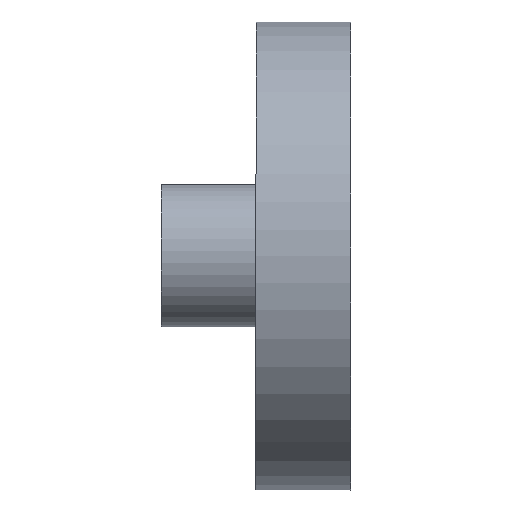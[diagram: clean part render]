
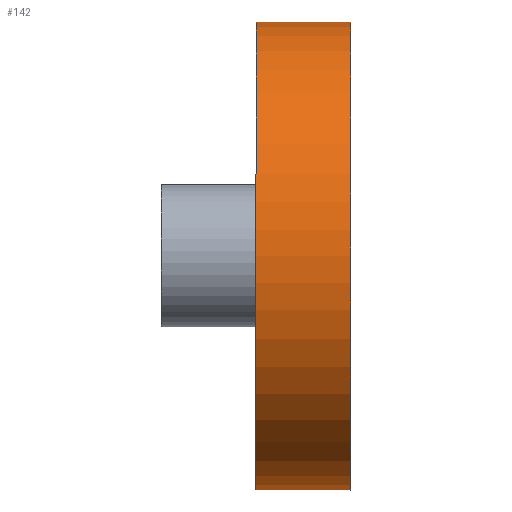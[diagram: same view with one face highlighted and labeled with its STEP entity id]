
A CAD part, front view. The second image highlights one B-rep face of the part: STEP entity #142.
In plain terms, the highlighted free-form (B-spline) face has degree [2, 1] with [5, 2] control points.
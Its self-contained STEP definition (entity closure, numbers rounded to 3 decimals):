
#21 = EDGE_CURVE('',#22,#24,#26,.T.);
#22 = VERTEX_POINT('',#23);
#23 = CARTESIAN_POINT('',(54.,118.,-12.5));
#24 = VERTEX_POINT('',#25);
#25 = CARTESIAN_POINT('',(60.,118.,-12.5));
#26 = SURFACE_CURVE('',#27,(#30,#44),.PCURVE_S1.);
#27 = B_SPLINE_CURVE_WITH_KNOTS('',1,(#28,#29),.UNSPECIFIED.,.F.,.F.,(2,
    2),(0.,6.),.PIECEWISE_BEZIER_KNOTS.);
#28 = CARTESIAN_POINT('',(54.,118.,-12.5));
#29 = CARTESIAN_POINT('',(60.,118.,-12.5));
#30 = PCURVE('',#31,#38);
#31 = ( BOUNDED_SURFACE() B_SPLINE_SURFACE(2,1,(
    (#32,#33)
    ,(#34,#35)
,(#36,#37
  )),.UNSPECIFIED.,.F.,.F.,.F.) B_SPLINE_SURFACE_WITH_KNOTS((3,3),(2,2),
  (4.177,4.758),(-6.,0.),.PIECEWISE_BEZIER_KNOTS.) 
GEOMETRIC_REPRESENTATION_ITEM() RATIONAL_B_SPLINE_SURFACE((
    (1.,1.)
    ,(0.958,0.958)
,(1.,1.))) REPRESENTATION_ITEM('') SURFACE() );
#32 = CARTESIAN_POINT('',(60.,118.,-12.5));
#33 = CARTESIAN_POINT('',(54.,118.,-12.5));
#34 = CARTESIAN_POINT('',(60.,122.626,
    -9.756));
#35 = CARTESIAN_POINT('',(54.,122.626,
    -9.756));
#36 = CARTESIAN_POINT('',(60.,128.,-10.));
#37 = CARTESIAN_POINT('',(54.,128.,-10.));
#38 = DEFINITIONAL_REPRESENTATION('',(#39),#43);
#39 = B_SPLINE_CURVE_WITH_KNOTS('',2,(#40,#41,#42),.UNSPECIFIED.,.F.,.F.
  ,(3,3),(0.,6.),.PIECEWISE_BEZIER_KNOTS.);
#40 = CARTESIAN_POINT('',(4.177,0.));
#41 = CARTESIAN_POINT('',(4.177,-3.));
#42 = CARTESIAN_POINT('',(4.177,-6.));
#43 = ( GEOMETRIC_REPRESENTATION_CONTEXT(2) 
PARAMETRIC_REPRESENTATION_CONTEXT() REPRESENTATION_CONTEXT('2D SPACE',''
  ) );
#44 = PCURVE('',#45,#56);
#45 = ( BOUNDED_SURFACE() B_SPLINE_SURFACE(2,1,(
    (#46,#47)
    ,(#48,#49)
    ,(#50,#51)
    ,(#52,#53)
,(#54,#55
    )),.UNSPECIFIED.,.F.,.F.,.F.) B_SPLINE_SURFACE_WITH_KNOTS((3,2,3),(2
    ,2),(1.001,3.142,5.282),(-6.,0.),
.PIECEWISE_BEZIER_KNOTS.) GEOMETRIC_REPRESENTATION_ITEM() 
RATIONAL_B_SPLINE_SURFACE((
    (1.,1.)
    ,(0.48,0.48)
    ,(1.,1.)
    ,(0.48,0.48)
,(1.,1.))) REPRESENTATION_ITEM('') SURFACE() );
#46 = CARTESIAN_POINT('',(60.,118.,-12.5));
#47 = CARTESIAN_POINT('',(54.,118.,-12.5));
#48 = CARTESIAN_POINT('',(60.,95.159,
    -27.118));
#49 = CARTESIAN_POINT('',(54.,95.159,
    -27.118));
#50 = CARTESIAN_POINT('',(60.,95.159,
    0.));
#51 = CARTESIAN_POINT('',(54.,95.159,
    0.));
#52 = CARTESIAN_POINT('',(60.,95.159,
    27.118));
#53 = CARTESIAN_POINT('',(54.,95.159,
    27.118));
#54 = CARTESIAN_POINT('',(60.,118.,12.5));
#55 = CARTESIAN_POINT('',(54.,118.,12.5));
#56 = DEFINITIONAL_REPRESENTATION('',(#57),#61);
#57 = B_SPLINE_CURVE_WITH_KNOTS('',2,(#58,#59,#60),.UNSPECIFIED.,.F.,.F.
  ,(3,3),(0.,6.),.PIECEWISE_BEZIER_KNOTS.);
#58 = CARTESIAN_POINT('',(1.001,0.));
#59 = CARTESIAN_POINT('',(1.001,-3.));
#60 = CARTESIAN_POINT('',(1.001,-6.));
#61 = ( GEOMETRIC_REPRESENTATION_CONTEXT(2) 
PARAMETRIC_REPRESENTATION_CONTEXT() REPRESENTATION_CONTEXT('2D SPACE',''
  ) );
#79 = B_SPLINE_SURFACE_WITH_KNOTS('',1,1,(
    (#80,#81)
    ,(#82,#83
    )),.UNSPECIFIED.,.F.,.F.,.F.,(2,2),(2,2),(-15.,23.349),(
    -27.808,2.808),.PIECEWISE_BEZIER_KNOTS.);
#80 = CARTESIAN_POINT('',(60.,133.,15.308));
#81 = CARTESIAN_POINT('',(60.,133.,-15.308));
#82 = CARTESIAN_POINT('',(60.,94.651,15.308
    ));
#83 = CARTESIAN_POINT('',(60.,94.651,-15.308
    ));
#131 = B_SPLINE_SURFACE_WITH_KNOTS('',1,1,(
    (#132,#133)
    ,(#134,#135
    )),.UNSPECIFIED.,.F.,.F.,.F.,(2,2),(2,2),(-15.,23.349),(
    -27.808,2.808),.PIECEWISE_BEZIER_KNOTS.);
#132 = CARTESIAN_POINT('',(54.,133.,15.308));
#133 = CARTESIAN_POINT('',(54.,133.,-15.308));
#134 = CARTESIAN_POINT('',(54.,94.651,
    15.308));
#135 = CARTESIAN_POINT('',(54.,94.651,-15.308
    ));
#142 = ADVANCED_FACE('',(#143),#45,.T.);
#143 = FACE_BOUND('',#144,.T.);
#144 = EDGE_LOOP('',(#145,#146,#175,#204));
#145 = ORIENTED_EDGE('',*,*,#21,.T.);
#146 = ORIENTED_EDGE('',*,*,#147,.T.);
#147 = EDGE_CURVE('',#24,#148,#150,.T.);
#148 = VERTEX_POINT('',#149);
#149 = CARTESIAN_POINT('',(60.,118.,12.5));
#150 = SURFACE_CURVE('',#151,(#157,#166),.PCURVE_S1.);
#151 = ( BOUNDED_CURVE() B_SPLINE_CURVE(2,(#152,#153,#154,#155,#156),
.UNSPECIFIED.,.F.,.F.) B_SPLINE_CURVE_WITH_KNOTS((3,2,3),(1.001
,3.142,5.282),.PIECEWISE_BEZIER_KNOTS.) CURVE() 
GEOMETRIC_REPRESENTATION_ITEM() RATIONAL_B_SPLINE_CURVE((1.,
0.48,1.,0.48,1.)) REPRESENTATION_ITEM('') );
#152 = CARTESIAN_POINT('',(60.,118.,-12.5));
#153 = CARTESIAN_POINT('',(60.,95.159,
    -27.118));
#154 = CARTESIAN_POINT('',(60.,95.159,
    0.));
#155 = CARTESIAN_POINT('',(60.,95.159,
    27.118));
#156 = CARTESIAN_POINT('',(60.,118.,12.5));
#157 = PCURVE('',#45,#158);
#158 = DEFINITIONAL_REPRESENTATION('',(#159),#165);
#159 = B_SPLINE_CURVE_WITH_KNOTS('',2,(#160,#161,#162,#163,#164),
  .UNSPECIFIED.,.F.,.F.,(3,2,3),(1.001,3.142,
    5.282),.UNSPECIFIED.);
#160 = CARTESIAN_POINT('',(1.001,-6.));
#161 = CARTESIAN_POINT('',(2.072,-6.));
#162 = CARTESIAN_POINT('',(3.142,-6.));
#163 = CARTESIAN_POINT('',(4.212,-6.));
#164 = CARTESIAN_POINT('',(5.282,-6.));
#165 = ( GEOMETRIC_REPRESENTATION_CONTEXT(2) 
PARAMETRIC_REPRESENTATION_CONTEXT() REPRESENTATION_CONTEXT('2D SPACE',''
  ) );
#166 = PCURVE('',#79,#167);
#167 = DEFINITIONAL_REPRESENTATION('',(#168),#174);
#168 = ( BOUNDED_CURVE() B_SPLINE_CURVE(2,(#169,#170,#171,#172,#173),
.UNSPECIFIED.,.F.,.F.) B_SPLINE_CURVE_WITH_KNOTS((3,2,3),(1.001
,3.142,5.282),.PIECEWISE_BEZIER_KNOTS.) CURVE() 
GEOMETRIC_REPRESENTATION_ITEM() RATIONAL_B_SPLINE_CURVE((1.,
0.48,1.,0.48,1.)) REPRESENTATION_ITEM('') );
#169 = CARTESIAN_POINT('',(0.,0.));
#170 = CARTESIAN_POINT('',(22.841,14.618));
#171 = CARTESIAN_POINT('',(22.841,-12.5));
#172 = CARTESIAN_POINT('',(22.841,-39.618));
#173 = CARTESIAN_POINT('',(0.,-25.));
#174 = ( GEOMETRIC_REPRESENTATION_CONTEXT(2) 
PARAMETRIC_REPRESENTATION_CONTEXT() REPRESENTATION_CONTEXT('2D SPACE',''
  ) );
#175 = ORIENTED_EDGE('',*,*,#176,.F.);
#176 = EDGE_CURVE('',#177,#148,#179,.T.);
#177 = VERTEX_POINT('',#178);
#178 = CARTESIAN_POINT('',(54.,118.,12.5));
#179 = SURFACE_CURVE('',#180,(#183,#190),.PCURVE_S1.);
#180 = B_SPLINE_CURVE_WITH_KNOTS('',1,(#181,#182),.UNSPECIFIED.,.F.,.F.,
  (2,2),(0.,6.),.PIECEWISE_BEZIER_KNOTS.);
#181 = CARTESIAN_POINT('',(54.,118.,12.5));
#182 = CARTESIAN_POINT('',(60.,118.,12.5));
#183 = PCURVE('',#45,#184);
#184 = DEFINITIONAL_REPRESENTATION('',(#185),#189);
#185 = B_SPLINE_CURVE_WITH_KNOTS('',2,(#186,#187,#188),.UNSPECIFIED.,.F.
  ,.F.,(3,3),(0.,6.),.PIECEWISE_BEZIER_KNOTS.);
#186 = CARTESIAN_POINT('',(5.282,0.));
#187 = CARTESIAN_POINT('',(5.282,-3.));
#188 = CARTESIAN_POINT('',(5.282,-6.));
#189 = ( GEOMETRIC_REPRESENTATION_CONTEXT(2) 
PARAMETRIC_REPRESENTATION_CONTEXT() REPRESENTATION_CONTEXT('2D SPACE',''
  ) );
#190 = PCURVE('',#191,#198);
#191 = ( BOUNDED_SURFACE() B_SPLINE_SURFACE(2,1,(
    (#192,#193)
    ,(#194,#195)
,(#196,#197
    )),.UNSPECIFIED.,.F.,.F.,.F.) B_SPLINE_SURFACE_WITH_KNOTS((3,3),(2,2
    ),(1.525,2.106),(-6.,0.),
.PIECEWISE_BEZIER_KNOTS.) GEOMETRIC_REPRESENTATION_ITEM() 
RATIONAL_B_SPLINE_SURFACE((
    (1.,1.)
    ,(0.958,0.958)
,(1.,1.))) REPRESENTATION_ITEM('') SURFACE() );
#192 = CARTESIAN_POINT('',(60.,128.,10.));
#193 = CARTESIAN_POINT('',(54.,128.,10.));
#194 = CARTESIAN_POINT('',(60.,122.626,
    9.756));
#195 = CARTESIAN_POINT('',(54.,122.626,
    9.756));
#196 = CARTESIAN_POINT('',(60.,118.,12.5));
#197 = CARTESIAN_POINT('',(54.,118.,12.5));
#198 = DEFINITIONAL_REPRESENTATION('',(#199),#203);
#199 = B_SPLINE_CURVE_WITH_KNOTS('',2,(#200,#201,#202),.UNSPECIFIED.,.F.
  ,.F.,(3,3),(0.,6.),.PIECEWISE_BEZIER_KNOTS.);
#200 = CARTESIAN_POINT('',(2.106,0.));
#201 = CARTESIAN_POINT('',(2.106,-3.));
#202 = CARTESIAN_POINT('',(2.106,-6.));
#203 = ( GEOMETRIC_REPRESENTATION_CONTEXT(2) 
PARAMETRIC_REPRESENTATION_CONTEXT() REPRESENTATION_CONTEXT('2D SPACE',''
  ) );
#204 = ORIENTED_EDGE('',*,*,#205,.F.);
#205 = EDGE_CURVE('',#22,#177,#206,.T.);
#206 = SURFACE_CURVE('',#207,(#213,#222),.PCURVE_S1.);
#207 = ( BOUNDED_CURVE() B_SPLINE_CURVE(2,(#208,#209,#210,#211,#212),
.UNSPECIFIED.,.F.,.F.) B_SPLINE_CURVE_WITH_KNOTS((3,2,3),(1.001
,3.142,5.282),.PIECEWISE_BEZIER_KNOTS.) CURVE() 
GEOMETRIC_REPRESENTATION_ITEM() RATIONAL_B_SPLINE_CURVE((1.,
0.48,1.,0.48,1.)) REPRESENTATION_ITEM('') );
#208 = CARTESIAN_POINT('',(54.,118.,-12.5));
#209 = CARTESIAN_POINT('',(54.,95.159,
    -27.118));
#210 = CARTESIAN_POINT('',(54.,95.159,
    0.));
#211 = CARTESIAN_POINT('',(54.,95.159,
    27.118));
#212 = CARTESIAN_POINT('',(54.,118.,12.5));
#213 = PCURVE('',#45,#214);
#214 = DEFINITIONAL_REPRESENTATION('',(#215),#221);
#215 = B_SPLINE_CURVE_WITH_KNOTS('',2,(#216,#217,#218,#219,#220),
  .UNSPECIFIED.,.F.,.F.,(3,2,3),(1.001,3.142,
    5.282),.UNSPECIFIED.);
#216 = CARTESIAN_POINT('',(1.001,0.));
#217 = CARTESIAN_POINT('',(2.072,0.));
#218 = CARTESIAN_POINT('',(3.142,0.));
#219 = CARTESIAN_POINT('',(4.212,0.));
#220 = CARTESIAN_POINT('',(5.282,0.));
#221 = ( GEOMETRIC_REPRESENTATION_CONTEXT(2) 
PARAMETRIC_REPRESENTATION_CONTEXT() REPRESENTATION_CONTEXT('2D SPACE',''
  ) );
#222 = PCURVE('',#131,#223);
#223 = DEFINITIONAL_REPRESENTATION('',(#224),#230);
#224 = ( BOUNDED_CURVE() B_SPLINE_CURVE(2,(#225,#226,#227,#228,#229),
.UNSPECIFIED.,.F.,.F.) B_SPLINE_CURVE_WITH_KNOTS((3,2,3),(1.001
,3.142,5.282),.PIECEWISE_BEZIER_KNOTS.) CURVE() 
GEOMETRIC_REPRESENTATION_ITEM() RATIONAL_B_SPLINE_CURVE((1.,
0.48,1.,0.48,1.)) REPRESENTATION_ITEM('') );
#225 = CARTESIAN_POINT('',(0.,0.));
#226 = CARTESIAN_POINT('',(22.841,14.618));
#227 = CARTESIAN_POINT('',(22.841,-12.5));
#228 = CARTESIAN_POINT('',(22.841,-39.618));
#229 = CARTESIAN_POINT('',(0.,-25.));
#230 = ( GEOMETRIC_REPRESENTATION_CONTEXT(2) 
PARAMETRIC_REPRESENTATION_CONTEXT() REPRESENTATION_CONTEXT('2D SPACE',''
  ) );
